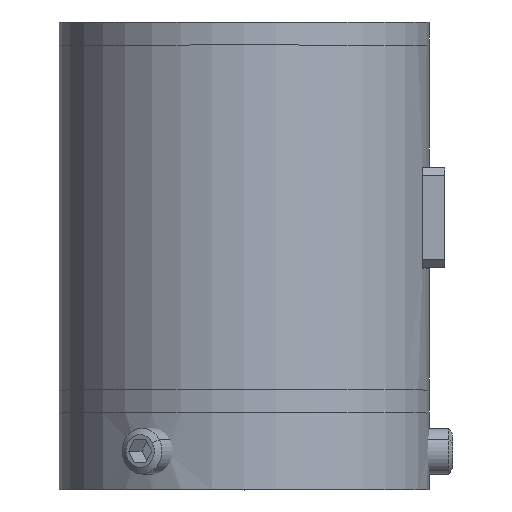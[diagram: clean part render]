
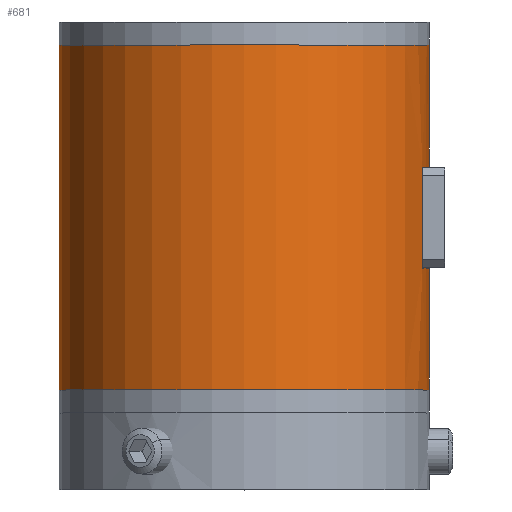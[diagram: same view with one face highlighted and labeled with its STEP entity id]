
A CAD part, top view. The second image highlights one B-rep face of the part: STEP entity #681.
In plain terms, the highlighted cylindrical face has radius 24.15 mm (diameter 48.3 mm), a partial arc.
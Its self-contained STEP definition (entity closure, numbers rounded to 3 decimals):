
#2 = EDGE_CURVE ( 'NONE', #2323, #3188, #2060, .T. ) ;
#50 = DIRECTION ( 'NONE',  ( 0., 0., 1. ) ) ;
#246 = EDGE_CURVE ( 'NONE', #3352, #1913, #2905, .T. ) ;
#249 = EDGE_CURVE ( 'NONE', #818, #884, #2000, .T. ) ;
#271 = ORIENTED_EDGE ( 'NONE', *, *, #3172, .F. ) ;
#423 = CARTESIAN_POINT ( 'NONE',  ( -6.6, 6.6, 23.231 ) ) ;
#553 = DIRECTION ( 'NONE',  ( 0., -1., 0. ) ) ;
#571 = AXIS2_PLACEMENT_3D ( 'NONE', #1267, #1863, #893 ) ;
#631 = CARTESIAN_POINT ( 'NONE',  ( 0., 22.5, 24.15 ) ) ;
#681 = ADVANCED_FACE ( 'NONE', ( #1558 ), #1575, .T. ) ;
#805 = DIRECTION ( 'NONE',  ( 0., -1., 0. ) ) ;
#818 = VERTEX_POINT ( 'NONE', #423 ) ;
#873 = DIRECTION ( 'NONE',  ( -1., 0., 0. ) ) ;
#884 = VERTEX_POINT ( 'NONE', #2395 ) ;
#893 = DIRECTION ( 'NONE',  ( 0., 0., 1. ) ) ;
#986 = EDGE_CURVE ( 'NONE', #3008, #2705, #3493, .T. ) ;
#987 = EDGE_CURVE ( 'NONE', #3008, #2323, #2849, .T. ) ;
#1045 = EDGE_CURVE ( 'NONE', #3188, #818, #3441, .T. ) ;
#1063 = AXIS2_PLACEMENT_3D ( 'NONE', #2783, #1928, #50 ) ;
#1086 = CIRCLE ( 'NONE', #3587, 24.15 ) ;
#1130 = AXIS2_PLACEMENT_3D ( 'NONE', #3800, #1908, #3161 ) ;
#1267 = CARTESIAN_POINT ( 'NONE',  ( 0., -22.5, 0. ) ) ;
#1272 = DIRECTION ( 'NONE',  ( 0., 0., -1. ) ) ;
#1345 = DIRECTION ( 'NONE',  ( 0., -1., 0. ) ) ;
#1362 = CARTESIAN_POINT ( 'NONE',  ( -6.6, 22.5, 23.231 ) ) ;
#1498 = ORIENTED_EDGE ( 'NONE', *, *, #249, .F. ) ;
#1522 = ORIENTED_EDGE ( 'NONE', *, *, #1045, .F. ) ;
#1558 = FACE_OUTER_BOUND ( 'NONE', #2952, .T. ) ;
#1575 = CYLINDRICAL_SURFACE ( 'NONE', #2390, 24.15 ) ;
#1617 = CARTESIAN_POINT ( 'NONE',  ( 0., 22.5, -24.15 ) ) ;
#1689 = ORIENTED_EDGE ( 'NONE', *, *, #986, .T. ) ;
#1817 = CARTESIAN_POINT ( 'NONE',  ( 0., 22.5, 24.15 ) ) ;
#1863 = DIRECTION ( 'NONE',  ( 0., 1., 0. ) ) ;
#1908 = DIRECTION ( 'NONE',  ( 0., -1., 0. ) ) ;
#1913 = VERTEX_POINT ( 'NONE', #3107 ) ;
#1928 = DIRECTION ( 'NONE',  ( 0., 1., 0. ) ) ;
#2000 = LINE ( 'NONE', #1362, #3299 ) ;
#2013 = CIRCLE ( 'NONE', #571, 24.15 ) ;
#2052 = VECTOR ( 'NONE', #805, 1000. ) ;
#2060 = LINE ( 'NONE', #1817, #2052 ) ;
#2173 = CARTESIAN_POINT ( 'NONE',  ( 0., -6.6, 0. ) ) ;
#2195 = CARTESIAN_POINT ( 'NONE',  ( 0., 6.6, 24.15 ) ) ;
#2305 = CARTESIAN_POINT ( 'NONE',  ( 0., -6.6, 24.15 ) ) ;
#2323 = VERTEX_POINT ( 'NONE', #631 ) ;
#2379 = ORIENTED_EDGE ( 'NONE', *, *, #2, .F. ) ;
#2390 = AXIS2_PLACEMENT_3D ( 'NONE', #2815, #3179, #1272 ) ;
#2395 = CARTESIAN_POINT ( 'NONE',  ( -6.6, -6.6, 23.231 ) ) ;
#2508 = ORIENTED_EDGE ( 'NONE', *, *, #3285, .T. ) ;
#2617 = DIRECTION ( 'NONE',  ( 0., -1., 0. ) ) ;
#2705 = VERTEX_POINT ( 'NONE', #3693 ) ;
#2718 = CARTESIAN_POINT ( 'NONE',  ( 0., 22.5, -24.15 ) ) ;
#2783 = CARTESIAN_POINT ( 'NONE',  ( 0., 22.5, 0. ) ) ;
#2815 = CARTESIAN_POINT ( 'NONE',  ( 0., 22.5, 0. ) ) ;
#2849 = CIRCLE ( 'NONE', #1063, 24.15 ) ;
#2905 = LINE ( 'NONE', #3548, #3560 ) ;
#2952 = EDGE_LOOP ( 'NONE', ( #2379, #3036, #1689, #2508, #3959, #271, #1498, #1522 ) ) ;
#3008 = VERTEX_POINT ( 'NONE', #2718 ) ;
#3036 = ORIENTED_EDGE ( 'NONE', *, *, #987, .F. ) ;
#3107 = CARTESIAN_POINT ( 'NONE',  ( 0., -22.5, 24.15 ) ) ;
#3161 = DIRECTION ( 'NONE',  ( 1., 0., 0. ) ) ;
#3172 = EDGE_CURVE ( 'NONE', #884, #3352, #1086, .T. ) ;
#3179 = DIRECTION ( 'NONE',  ( 0., -1., 0. ) ) ;
#3188 = VERTEX_POINT ( 'NONE', #2195 ) ;
#3285 = EDGE_CURVE ( 'NONE', #2705, #1913, #2013, .T. ) ;
#3299 = VECTOR ( 'NONE', #2617, 1000. ) ;
#3352 = VERTEX_POINT ( 'NONE', #2305 ) ;
#3379 = DIRECTION ( 'NONE',  ( 0., 1., 0. ) ) ;
#3441 = CIRCLE ( 'NONE', #1130, 24.15 ) ;
#3493 = LINE ( 'NONE', #1617, #3767 ) ;
#3548 = CARTESIAN_POINT ( 'NONE',  ( 0., 22.5, 24.15 ) ) ;
#3560 = VECTOR ( 'NONE', #1345, 1000. ) ;
#3587 = AXIS2_PLACEMENT_3D ( 'NONE', #2173, #3379, #873 ) ;
#3693 = CARTESIAN_POINT ( 'NONE',  ( 0., -22.5, -24.15 ) ) ;
#3767 = VECTOR ( 'NONE', #553, 1000. ) ;
#3800 = CARTESIAN_POINT ( 'NONE',  ( 0., 6.6, 0. ) ) ;
#3959 = ORIENTED_EDGE ( 'NONE', *, *, #246, .F. ) ;
